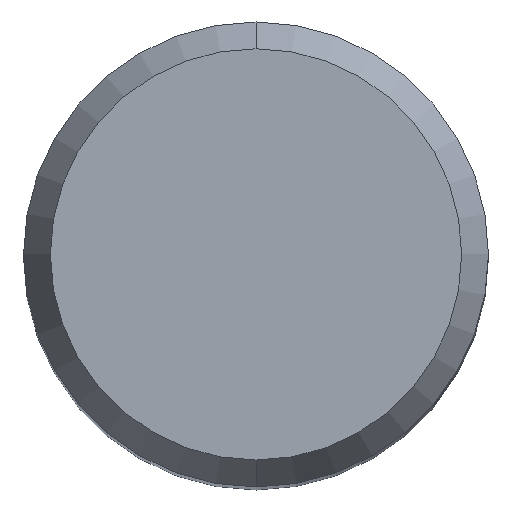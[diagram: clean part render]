
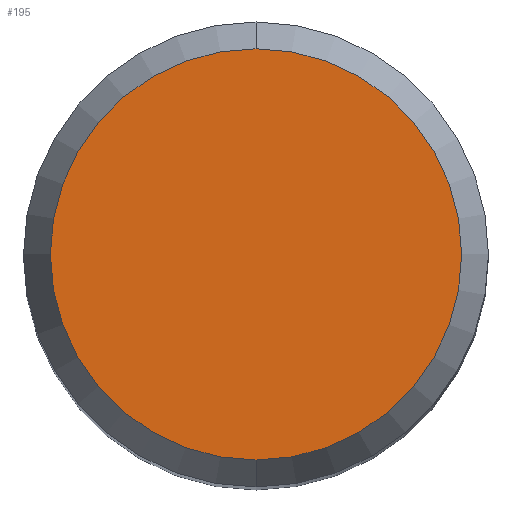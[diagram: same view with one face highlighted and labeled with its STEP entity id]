
A CAD part, top view. The second image highlights one B-rep face of the part: STEP entity #195.
In plain terms, the highlighted planar face has unit normal (0, 0, 1).
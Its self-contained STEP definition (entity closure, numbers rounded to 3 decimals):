
#173=VERTEX_POINT('',#464);
#195=ADVANCED_FACE('',(#489),#490,.T.);
#329=EDGE_CURVE('',#351,#173,#638,.T.);
#351=VERTEX_POINT('',#660);
#425=EDGE_CURVE('',#173,#351,#743,.T.);
#464=CARTESIAN_POINT('',(0.,-4.423,0.));
#489=FACE_OUTER_BOUND('',#820,.T.);
#490=PLANE('',#821);
#638=CIRCLE('',#1166,4.423);
#660=CARTESIAN_POINT('',(0.0,4.423,0.));
#743=CIRCLE('',#1376,4.423);
#820=EDGE_LOOP('',(#1448,#1449));
#821=AXIS2_PLACEMENT_3D('',#1450,#1451,#1452);
#1166=AXIS2_PLACEMENT_3D('',#1611,#1612,#1613);
#1376=AXIS2_PLACEMENT_3D('',#1736,#1737,#1738);
#1448=ORIENTED_EDGE('',*,*,#329,.F.);
#1449=ORIENTED_EDGE('',*,*,#425,.F.);
#1450=CARTESIAN_POINT('',(0.0,2.211,0.));
#1451=DIRECTION('',(-0.0,0.0,1.0));
#1452=DIRECTION('',(0.0,-1.0,0.0));
#1611=CARTESIAN_POINT('',(0.0,0.0,0.));
#1612=DIRECTION('',(0.0,0.0,-1.0));
#1613=DIRECTION('',(0.0,1.0,0.0));
#1736=CARTESIAN_POINT('',(0.0,0.0,0.));
#1737=DIRECTION('',(0.0,0.0,-1.0));
#1738=DIRECTION('',(0.0,1.0,0.0));
